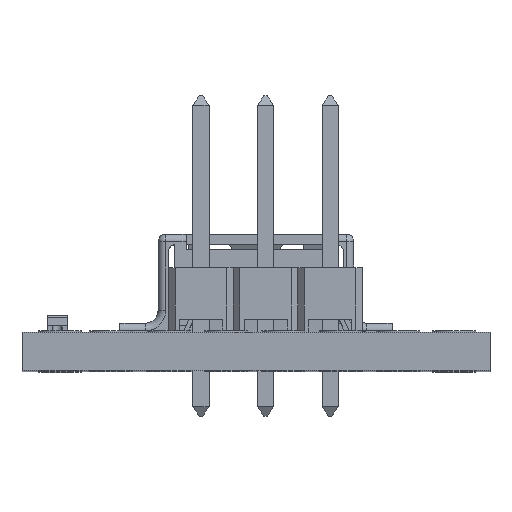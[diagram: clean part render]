
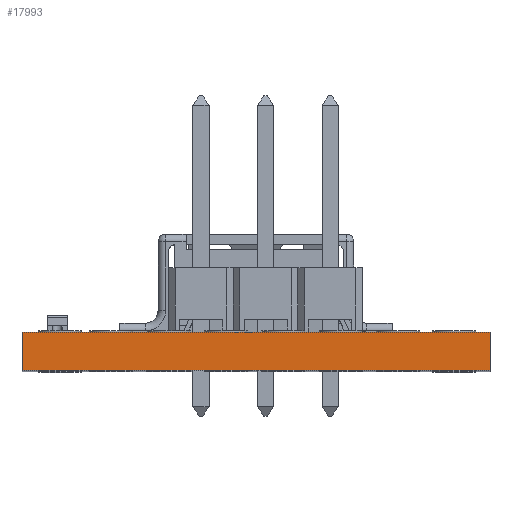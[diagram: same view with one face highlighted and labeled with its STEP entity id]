
A CAD part, top view. The second image highlights one B-rep face of the part: STEP entity #17993.
In plain terms, the highlighted planar face has unit normal (0, 0, 1).
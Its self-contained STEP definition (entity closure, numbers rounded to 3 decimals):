
#111=LINE('',#26126,#2201);
#119=LINE('',#26141,#2209);
#120=LINE('',#26143,#2210);
#121=LINE('',#26144,#2211);
#2201=VECTOR('',#21080,10.);
#2209=VECTOR('',#21092,10.);
#2210=VECTOR('',#21095,10.);
#2211=VECTOR('',#21096,10.);
#4549=PLANE('',#19276);
#5645=FACE_OUTER_BOUND('',#6829,.T.);
#6829=EDGE_LOOP('',(#12795,#12796,#12797,#12798));
#8447=VERTEX_POINT('',#26123);
#8448=VERTEX_POINT('',#26125);
#8452=VERTEX_POINT('',#26137);
#8453=VERTEX_POINT('',#26139);
#10138=EDGE_CURVE('',#8447,#8448,#111,.T.);
#10146=EDGE_CURVE('',#8452,#8453,#119,.T.);
#10147=EDGE_CURVE('',#8447,#8452,#120,.T.);
#10148=EDGE_CURVE('',#8448,#8453,#121,.T.);
#12795=ORIENTED_EDGE('',*,*,#10147,.T.);
#12796=ORIENTED_EDGE('',*,*,#10146,.T.);
#12797=ORIENTED_EDGE('',*,*,#10148,.F.);
#12798=ORIENTED_EDGE('',*,*,#10138,.F.);
#17993=ADVANCED_FACE('',(#5645),#4549,.T.);
#19276=AXIS2_PLACEMENT_3D('',#26142,#21093,#21094);
#21080=DIRECTION('',(0.,1.,0.));
#21092=DIRECTION('',(0.,1.,0.));
#21093=DIRECTION('center_axis',(0.,0.,1.));
#21094=DIRECTION('ref_axis',(1.,0.,0.));
#21095=DIRECTION('',(1.,0.,0.));
#21096=DIRECTION('',(1.,0.,0.));
#26123=CARTESIAN_POINT('',(-9.2,0.,18.125));
#26125=CARTESIAN_POINT('',(-9.2,1.5,18.125));
#26126=CARTESIAN_POINT('',(-9.2,0.,18.125));
#26137=CARTESIAN_POINT('',(9.2,0.,18.125));
#26139=CARTESIAN_POINT('',(9.2,1.5,18.125));
#26141=CARTESIAN_POINT('',(9.2,0.,18.125));
#26142=CARTESIAN_POINT('Origin',(-9.2,0.,18.125));
#26143=CARTESIAN_POINT('',(-9.2,0.,18.125));
#26144=CARTESIAN_POINT('',(-9.2,1.5,18.125));
